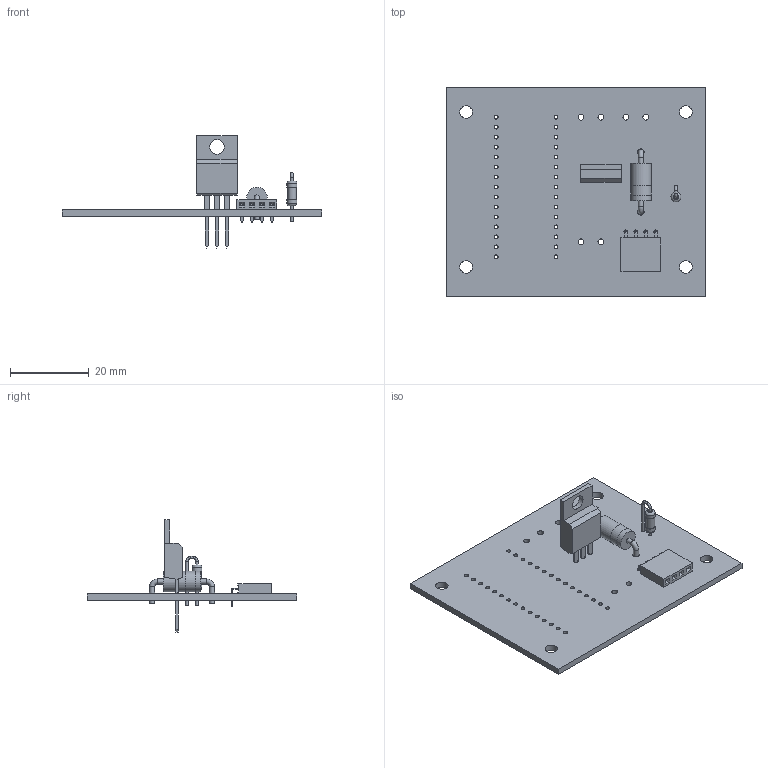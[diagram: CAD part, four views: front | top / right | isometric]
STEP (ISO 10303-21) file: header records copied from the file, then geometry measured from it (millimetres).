
FILE_DESCRIPTION(('KiCad electronic assembly'),'2;1');
FILE_NAME('ThermoSanitizer.step','2021-10-28T16:18:22',('An Author'),( 'A Company'),'Open CASCADE STEP processor 6.9', 'KiCad to STEP converter','Unknown');
FILE_SCHEMA(('AUTOMOTIVE_DESIGN { 1 0 10303 214 1 1 1 1 }'));
Length unit declared in the file: millimetre
Products named in the file (10): Open CASCADE STEP translator 6.9 1; R_Axial_DIN0207_L6.3mm_D2.5mm_P2.54mm_Vertical; SOLID; TO-220-3_Vertical; PinSocket_1x04_P2.54mm_Horizontal; D_DO-201AD_P15.24mm_Horizontal; COMPOUND
Assembly tree (9 placements, depth 3):
  Open CASCADE STEP translator 6.9 1
    R_Axial_DIN0207_L6.3mm_D2.5mm_P2.54mm_Vertical
      SOLID
    TO-220-3_Vertical
      SOLID
    PinSocket_1x04_P2.54mm_Horizontal
      SOLID
    D_DO-201AD_P15.24mm_Horizontal
      SOLID
    COMPOUND
Bounding box: 66.04 x 53.34 x 28.52 mm (x, y, z)
Volume: 6462.4 mm3; surface area: 8930.4 mm2
Topology: 5 solids, 5 shells, 287 faces, 745 edges, 488 vertices
Faces by surface type: plane 207, cylinder 74, torus 6
Full cylindrical faces by diameter (mm): 0.6 x4, 0.8 x2, 1 x34, 1.1 x3, 1.3 x4, 1.52 x6, 1.6 x2, 2.25 x1, 2.5 x2, 3.2 x4, 3.735 x1, 5.2 x2, 5.22 x1
Entity records: 20941 total; most frequent: CARTESIAN_POINT 3938, DIRECTION 2856, LINE 1931, VECTOR 1931, ORIENTED_EDGE 1490, PCURVE 1490, DEFINITIONAL_REPRESENTATION 1490, EDGE_CURVE 745
